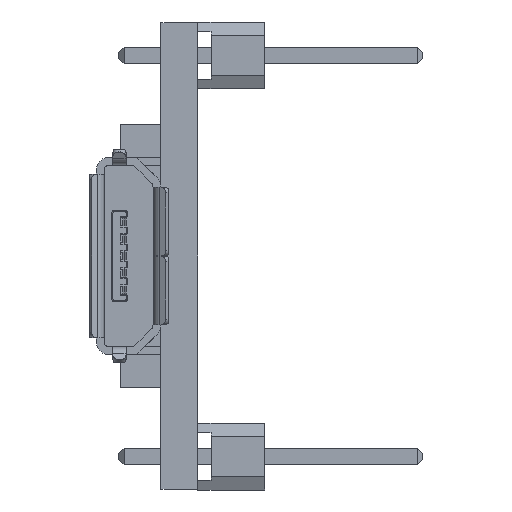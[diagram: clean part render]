
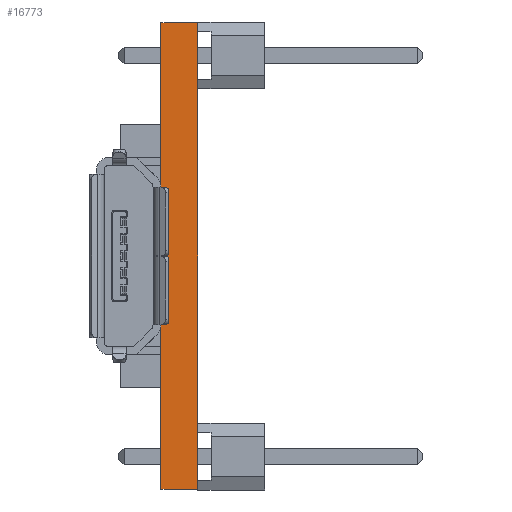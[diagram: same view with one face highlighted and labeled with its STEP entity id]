
A CAD part, left-side view. The second image highlights one B-rep face of the part: STEP entity #16773.
In plain terms, the highlighted planar face has unit normal (-1, 0, 0).
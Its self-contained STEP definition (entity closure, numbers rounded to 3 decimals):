
#370=PLANE('',#17795);
#1015=FACE_OUTER_BOUND('',#1956,.T.);
#1956=EDGE_LOOP('',(#11682,#11683,#11684,#11685));
#2861=LINE('',#24171,#4854);
#2865=LINE('',#24180,#4858);
#2869=LINE('',#24186,#4862);
#2870=LINE('',#24188,#4863);
#4854=VECTOR('',#19359,1000.);
#4858=VECTOR('',#19365,1000.);
#4862=VECTOR('',#19373,1000.);
#4863=VECTOR('',#19376,1000.);
#7359=VERTEX_POINT('',#24168);
#7360=VERTEX_POINT('',#24170);
#7363=VERTEX_POINT('',#24177);
#7364=VERTEX_POINT('',#24179);
#9049=EDGE_CURVE('',#7359,#7360,#2861,.T.);
#9053=EDGE_CURVE('',#7364,#7363,#2865,.T.);
#9057=EDGE_CURVE('',#7359,#7364,#2869,.T.);
#9058=EDGE_CURVE('',#7360,#7363,#2870,.T.);
#11682=ORIENTED_EDGE('',*,*,#9053,.T.);
#11683=ORIENTED_EDGE('',*,*,#9058,.F.);
#11684=ORIENTED_EDGE('',*,*,#9049,.F.);
#11685=ORIENTED_EDGE('',*,*,#9057,.T.);
#16773=ADVANCED_FACE('',(#1015),#370,.F.);
#17795=AXIS2_PLACEMENT_3D('',#24187,#19374,#19375);
#19359=DIRECTION('',(0.,0.,1.));
#19365=DIRECTION('',(0.,0.,1.));
#19373=DIRECTION('',(0.,-1.,0.));
#19374=DIRECTION('center_axis',(1.,0.,0.));
#19375=DIRECTION('ref_axis',(0.,0.,-1.));
#19376=DIRECTION('',(0.,-1.,0.));
#24168=CARTESIAN_POINT('',(-17.75,1.4,-8.85));
#24170=CARTESIAN_POINT('',(-17.75,1.4,8.85));
#24171=CARTESIAN_POINT('',(-17.75,1.4,-8.85));
#24177=CARTESIAN_POINT('',(-17.75,0.,8.85));
#24179=CARTESIAN_POINT('',(-17.75,0.,-8.85));
#24180=CARTESIAN_POINT('',(-17.75,0.,-8.85));
#24186=CARTESIAN_POINT('',(-17.75,1.4,-8.85));
#24187=CARTESIAN_POINT('Origin',(-17.75,1.4,-8.85));
#24188=CARTESIAN_POINT('',(-17.75,1.4,8.85));
